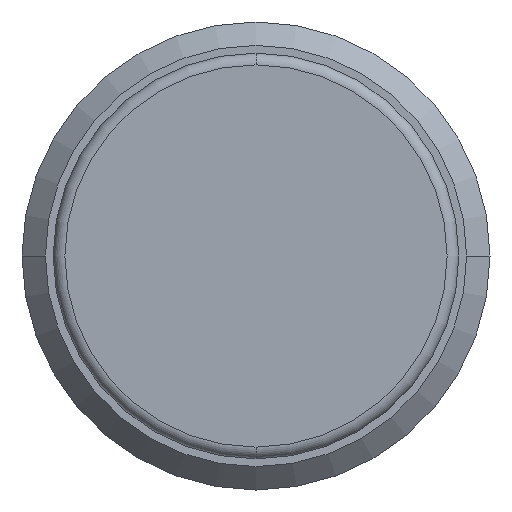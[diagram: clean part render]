
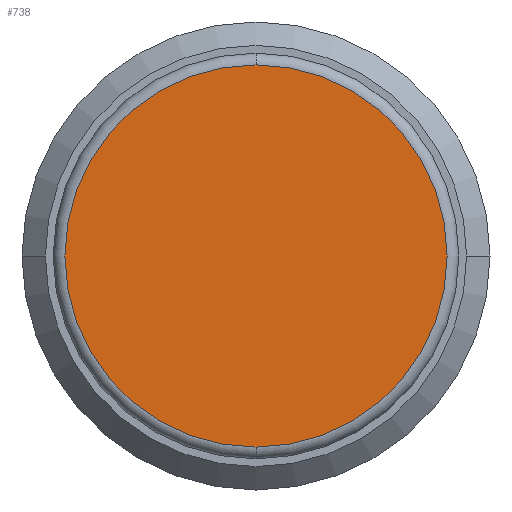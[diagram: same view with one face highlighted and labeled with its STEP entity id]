
A CAD part, front view. The second image highlights one B-rep face of the part: STEP entity #738.
In plain terms, the highlighted planar face has unit normal (0, -1, 0).
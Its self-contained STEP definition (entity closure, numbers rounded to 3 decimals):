
#236=CARTESIAN_POINT('',(0.,-5.,0.));
#237=DIRECTION('',(0.,-1.,0.));
#238=DIRECTION('',(0.,0.,-1.));
#239=AXIS2_PLACEMENT_3D('',#236,#237,#238);
#246=CARTESIAN_POINT('',(0.,-5.,0.));
#247=DIRECTION('',(0.,-1.,0.));
#248=DIRECTION('',(0.,0.,1.));
#249=AXIS2_PLACEMENT_3D('',#246,#247,#248);
#293=CARTESIAN_POINT('',(0.,-5.,-4.9));
#295=VERTEX_POINT('',#293);
#297=CARTESIAN_POINT('',(0.,-5.,4.9));
#299=VERTEX_POINT('',#297);
#728=CARTESIAN_POINT('',(0.,-5.,0.));
#729=DIRECTION('',(0.,1.,0.));
#730=DIRECTION('',(1.,0.,0.));
#731=AXIS2_PLACEMENT_3D('',#728,#729,#730);
#732=PLANE('',#731);
#734=ORIENTED_EDGE('',*,*,#733,.F.);
#735=ORIENTED_EDGE('',*,*,#711,.F.);
#736=EDGE_LOOP('',(#734,#735));
#737=FACE_OUTER_BOUND('',#736,.F.);
#738=ADVANCED_FACE('',(#737),#732,.F.);
#240=CIRCLE('',#239,4.9);
#250=CIRCLE('',#249,4.9);
#711=EDGE_CURVE('',#295,#299,#240,.T.);
#733=EDGE_CURVE('',#299,#295,#250,.T.);
